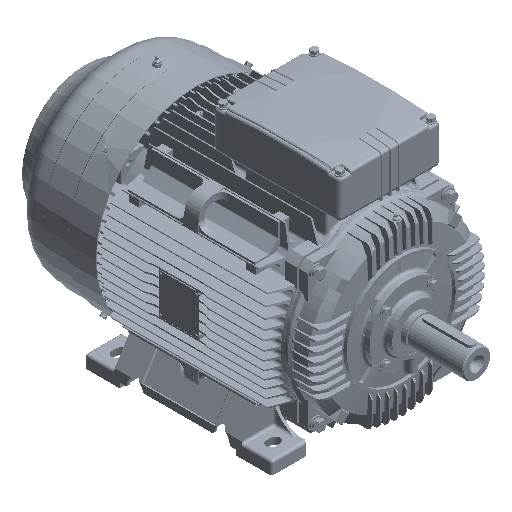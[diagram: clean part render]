
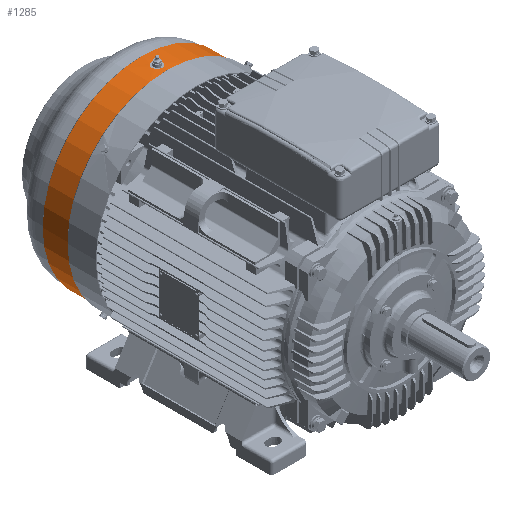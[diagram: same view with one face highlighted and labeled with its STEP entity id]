
A CAD part, isometric view. The second image highlights one B-rep face of the part: STEP entity #1285.
In plain terms, the highlighted cylindrical face has radius 195.5 mm (diameter 391 mm), a full revolution.
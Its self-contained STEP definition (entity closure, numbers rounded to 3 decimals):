
#899=CARTESIAN_POINT('',(195.5,453.121,0.0));
#900=VERTEX_POINT('',#899);
#901=CARTESIAN_POINT('',(0.,453.121,0.0));
#902=DIRECTION('',(0.0,1.0,0.0));
#903=DIRECTION('',(1.0,0.0,0.0));
#904=AXIS2_PLACEMENT_3D('',#901,#902,#903);
#905=CIRCLE('',#904,195.5);
#906=EDGE_CURVE('',#900,#900,#905,.F.);
#922=CARTESIAN_POINT('',(195.5,404.121,0.0));
#923=VERTEX_POINT('',#922);
#924=CARTESIAN_POINT('',(0.,404.121,0.0));
#925=DIRECTION('',(0.0,1.0,0.0));
#926=DIRECTION('',(1.0,0.0,0.0));
#927=AXIS2_PLACEMENT_3D('',#924,#925,#926);
#928=CIRCLE('',#927,195.5);
#929=EDGE_CURVE('',#923,#923,#928,.T.);
#1232=CARTESIAN_POINT('',(0.,334.5,0.0));
#1233=DIRECTION('',(0.0,1.0,0.0));
#1234=DIRECTION('',(1.0,0.0,0.0));
#1235=AXIS2_PLACEMENT_3D('',#1232,#1233,#1234);
#1236=CYLINDRICAL_SURFACE('',#1235,195.5);
#1237=ORIENTED_EDGE('',*,*,#929,.T.);
#1238=EDGE_LOOP('',(#1237));
#1239=FACE_OUTER_BOUND('',#1238,.T.);
#1240=CARTESIAN_POINT('',(0.,433.,195.5));
#1241=VERTEX_POINT('',#1240);
#1242=CARTESIAN_POINT('',(0.,433.,195.5));
#1243=CARTESIAN_POINT('',(1.256,433.,195.5));
#1244=CARTESIAN_POINT('',(2.595,432.749,195.487));
#1245=CARTESIAN_POINT('',(5.059,431.728,195.438));
#1246=CARTESIAN_POINT('',(6.183,430.959,195.404));
#1247=CARTESIAN_POINT('',(7.959,429.183,195.34));
#1248=CARTESIAN_POINT('',(8.728,428.059,195.306));
#1249=CARTESIAN_POINT('',(9.749,425.595,195.257));
#1250=CARTESIAN_POINT('',(10.,424.256,195.244));
#1251=CARTESIAN_POINT('',(10.,421.744,195.244));
#1252=CARTESIAN_POINT('',(9.749,420.405,195.257));
#1253=CARTESIAN_POINT('',(8.728,417.941,195.306));
#1254=CARTESIAN_POINT('',(7.959,416.817,195.34));
#1255=CARTESIAN_POINT('',(6.183,415.041,195.404));
#1256=CARTESIAN_POINT('',(5.059,414.272,195.438));
#1257=CARTESIAN_POINT('',(2.595,413.251,195.487));
#1258=CARTESIAN_POINT('',(1.256,413.,195.5));
#1259=CARTESIAN_POINT('',(-1.256,413.,195.5));
#1260=CARTESIAN_POINT('',(-2.595,413.251,195.487));
#1261=CARTESIAN_POINT('',(-5.059,414.272,195.438));
#1262=CARTESIAN_POINT('',(-6.183,415.041,195.404));
#1263=CARTESIAN_POINT('',(-7.959,416.817,195.34));
#1264=CARTESIAN_POINT('',(-8.728,417.941,195.306));
#1265=CARTESIAN_POINT('',(-9.749,420.405,195.257));
#1266=CARTESIAN_POINT('',(-10.,421.744,195.244));
#1267=CARTESIAN_POINT('',(-10.,423.,195.244));
#1268=CARTESIAN_POINT('',(-10.,424.256,195.244));
#1269=CARTESIAN_POINT('',(-9.749,425.595,195.257));
#1270=CARTESIAN_POINT('',(-8.728,428.059,195.306));
#1271=CARTESIAN_POINT('',(-7.959,429.183,195.34));
#1272=CARTESIAN_POINT('',(-6.183,430.959,195.404));
#1273=CARTESIAN_POINT('',(-5.059,431.728,195.438));
#1274=CARTESIAN_POINT('',(-2.595,432.749,195.487));
#1275=CARTESIAN_POINT('',(-1.256,433.,195.5));
#1276=CARTESIAN_POINT('',(0.,433.,195.5));
#1277=B_SPLINE_CURVE_WITH_KNOTS('',3,(#1242,#1243,#1244,#1245,#1246,#1247,#1248,#1249,#1250,#1251,#1252,#1253,#1254,#1255,#1256,#1257,#1258,#1259,#1260,#1261,#1262,#1263,#1264,#1265,#1266,#1267,#1268,#1269,#1270,#1271,#1272,#1273,#1274,#1275,#1276),.UNSPECIFIED.,.T.,.U.,(4,2,2,2,2,2,2,2,2,2,2,2,3,2,2,2,4),(-4.521,-4.144,-3.768,-3.391,-3.014,-2.637,-2.261,-1.884,-1.507,-1.13,-0.754,-0.377,0.0,0.377,0.754,1.13,1.507),.UNSPECIFIED.);
#1278=EDGE_CURVE('',#1241,#1241,#1277,.T.);
#1279=ORIENTED_EDGE('',*,*,#1278,.T.);
#1280=EDGE_LOOP('',(#1279));
#1281=FACE_BOUND('',#1280,.T.);
#1282=ORIENTED_EDGE('',*,*,#906,.T.);
#1283=EDGE_LOOP('',(#1282));
#1284=FACE_BOUND('',#1283,.T.);
#1285=ADVANCED_FACE('',(#1239,#1281,#1284),#1236,.T.);
